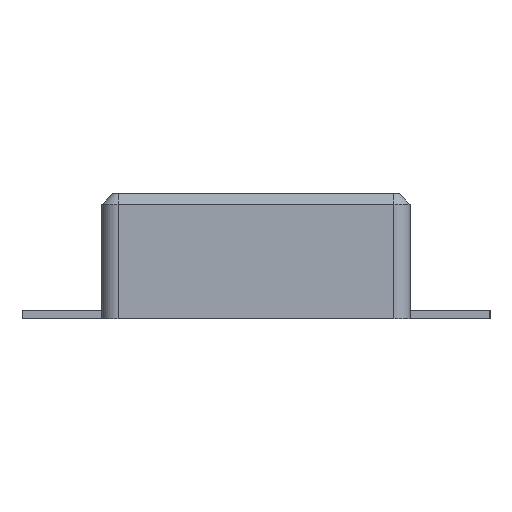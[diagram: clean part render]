
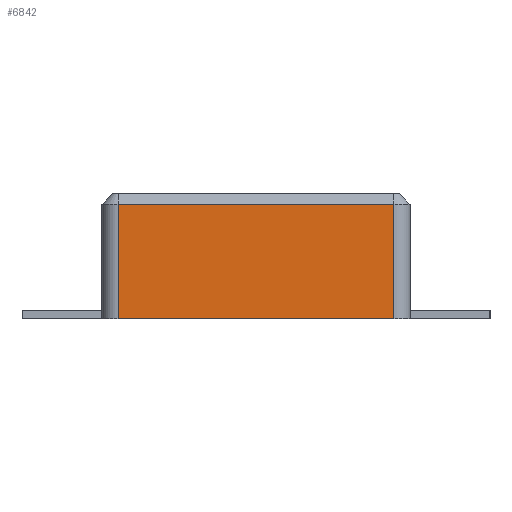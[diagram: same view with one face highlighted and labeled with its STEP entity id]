
A CAD part, left-side view. The second image highlights one B-rep face of the part: STEP entity #6842.
In plain terms, the highlighted planar face has unit normal (-1, 0, 0).
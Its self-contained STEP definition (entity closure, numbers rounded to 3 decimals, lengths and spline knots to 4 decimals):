
#4900 = VERTEX_POINT('',#4901);
#4901 = CARTESIAN_POINT('',(-8.225,1.265,0.));
#4908 = EDGE_CURVE('',#4900,#4909,#4911,.T.);
#4909 = VERTEX_POINT('',#4910);
#4910 = CARTESIAN_POINT('',(-8.225,1.265,1.05));
#4911 = LINE('',#4912,#4913);
#4912 = CARTESIAN_POINT('',(-8.225,1.265,0.));
#4913 = VECTOR('',#4914,1.);
#4914 = DIRECTION('',(0.,0.,1.));
#4934 = VERTEX_POINT('',#4935);
#4935 = CARTESIAN_POINT('',(-8.225,-1.265,0.));
#4942 = EDGE_CURVE('',#4900,#4934,#4943,.T.);
#4943 = LINE('',#4944,#4945);
#4944 = CARTESIAN_POINT('',(-8.225,1.415,0.));
#4945 = VECTOR('',#4946,1.);
#4946 = DIRECTION('',(0.,-1.,0.));
#6842 = ADVANCED_FACE('',(#6843),#6861,.F.);
#6843 = FACE_BOUND('',#6844,.F.);
#6844 = EDGE_LOOP('',(#6845,#6846,#6854,#6860));
#6845 = ORIENTED_EDGE('',*,*,#4908,.T.);
#6846 = ORIENTED_EDGE('',*,*,#6847,.T.);
#6847 = EDGE_CURVE('',#4909,#6848,#6850,.T.);
#6848 = VERTEX_POINT('',#6849);
#6849 = CARTESIAN_POINT('',(-8.225,-1.265,1.05));
#6850 = LINE('',#6851,#6852);
#6851 = CARTESIAN_POINT('',(-8.225,1.265,1.05));
#6852 = VECTOR('',#6853,1.);
#6853 = DIRECTION('',(0.,-1.,0.));
#6854 = ORIENTED_EDGE('',*,*,#6855,.F.);
#6855 = EDGE_CURVE('',#4934,#6848,#6856,.T.);
#6856 = LINE('',#6857,#6858);
#6857 = CARTESIAN_POINT('',(-8.225,-1.265,0.));
#6858 = VECTOR('',#6859,1.);
#6859 = DIRECTION('',(0.,0.,1.));
#6860 = ORIENTED_EDGE('',*,*,#4942,.F.);
#6861 = PLANE('',#6862);
#6862 = AXIS2_PLACEMENT_3D('',#6863,#6864,#6865);
#6863 = CARTESIAN_POINT('',(-8.225,1.415,0.));
#6864 = DIRECTION('',(1.,0.,0.));
#6865 = DIRECTION('',(0.,-1.,0.));
